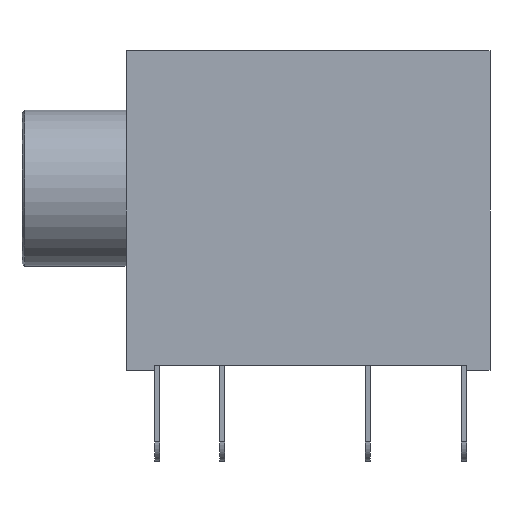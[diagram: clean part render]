
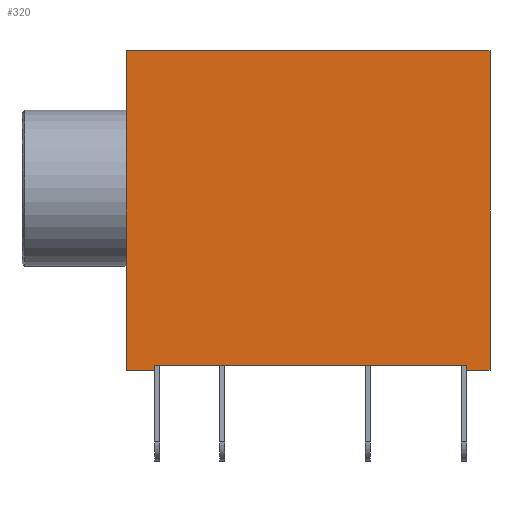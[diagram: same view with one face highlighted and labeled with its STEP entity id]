
A CAD part, left-side view. The second image highlights one B-rep face of the part: STEP entity #320.
In plain terms, the highlighted planar face has unit normal (-1, 0, 0).
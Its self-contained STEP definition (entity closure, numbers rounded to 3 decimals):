
#320=ADVANCED_FACE('',(#1131),#1133,.T.);
#1131=FACE_BOUND('',#1132,.T.);
#1132=EDGE_LOOP('',(#1838,#1839,#1840,#1841,#1842,#1843,#1844,#1845));
#1133=PLANE('',#1134);
#1134=AXIS2_PLACEMENT_3D('',#1135,#1136,#1137);
#1135=CARTESIAN_POINT('',(-4.9,0.,0.));
#1136=DIRECTION('',(-1.,0.,0.));
#1137=DIRECTION('',(0.,-1.,0.));
#1838=ORIENTED_EDGE('',*,*,#2108,.T.);
#1839=ORIENTED_EDGE('',*,*,#2192,.T.);
#1840=ORIENTED_EDGE('',*,*,#2193,.T.);
#1841=ORIENTED_EDGE('',*,*,#2194,.F.);
#1842=ORIENTED_EDGE('',*,*,#2195,.F.);
#1843=ORIENTED_EDGE('',*,*,#2196,.T.);
#1844=ORIENTED_EDGE('',*,*,#2125,.T.);
#1845=ORIENTED_EDGE('',*,*,#2144,.T.);
#2108=EDGE_CURVE('',#2317,#2314,#2318,.F.);
#2125=EDGE_CURVE('',#2351,#2349,#2352,.F.);
#2144=EDGE_CURVE('',#2349,#2317,#2388,.T.);
#2192=EDGE_CURVE('',#2314,#2459,#2461,.T.);
#2193=EDGE_CURVE('',#2459,#2462,#2463,.T.);
#2194=EDGE_CURVE('',#2464,#2462,#2465,.T.);
#2195=EDGE_CURVE('',#2466,#2464,#2467,.T.);
#2196=EDGE_CURVE('',#2466,#2351,#2468,.T.);
#2314=VERTEX_POINT('',#2667);
#2317=VERTEX_POINT('',#2672);
#2318=LINE('',#2673,#2674);
#2349=VERTEX_POINT('',#2736);
#2351=VERTEX_POINT('',#2740);
#2352=LINE('',#2741,#2742);
#2388=LINE('',#2816,#2817);
#2459=VERTEX_POINT('',#2984);
#2461=LINE('',#2988,#2989);
#2462=VERTEX_POINT('',#2991);
#2463=LINE('',#2992,#2993);
#2464=VERTEX_POINT('',#2995);
#2465=LINE('',#2996,#2997);
#2466=VERTEX_POINT('',#2999);
#2467=LINE('',#3000,#3001);
#2468=LINE('',#3003,#3004);
#2667=CARTESIAN_POINT('',(-4.9,-13.1,0.));
#2672=CARTESIAN_POINT('',(-4.9,-13.1,0.2));
#2673=CARTESIAN_POINT('',(-4.9,-13.1,0.));
#2674=VECTOR('',#2675,1.);
#2675=DIRECTION('',(0.,0.,1.));
#2736=CARTESIAN_POINT('',(-4.9,-1.1,0.2));
#2740=CARTESIAN_POINT('',(-4.9,-1.1,0.));
#2741=CARTESIAN_POINT('',(-4.9,-1.1,0.2));
#2742=VECTOR('',#2743,1.);
#2743=DIRECTION('',(0.,0.,-1.));
#2816=CARTESIAN_POINT('',(-4.9,-1.1,0.2));
#2817=VECTOR('',#2818,1.);
#2818=DIRECTION('',(0.,-1.,0.));
#2984=CARTESIAN_POINT('',(-4.9,-14.,0.));
#2988=CARTESIAN_POINT('',(-4.9,-13.1,0.));
#2989=VECTOR('',#2990,1.);
#2990=DIRECTION('',(0.,-1.,0.));
#2991=CARTESIAN_POINT('',(-4.9,-14.,12.3));
#2992=CARTESIAN_POINT('',(-4.9,-14.,0.));
#2993=VECTOR('',#2994,1.);
#2994=DIRECTION('',(0.,0.,1.));
#2995=CARTESIAN_POINT('',(-4.9,0.,12.3));
#2996=CARTESIAN_POINT('',(-4.9,0.,12.3));
#2997=VECTOR('',#2998,1.);
#2998=DIRECTION('',(0.,-1.,0.));
#2999=CARTESIAN_POINT('',(-4.9,0.,0.));
#3000=CARTESIAN_POINT('',(-4.9,0.,0.));
#3001=VECTOR('',#3002,1.);
#3002=DIRECTION('',(0.,0.,1.));
#3003=CARTESIAN_POINT('',(-4.9,0.,0.));
#3004=VECTOR('',#3005,1.);
#3005=DIRECTION('',(0.,-1.,0.));
